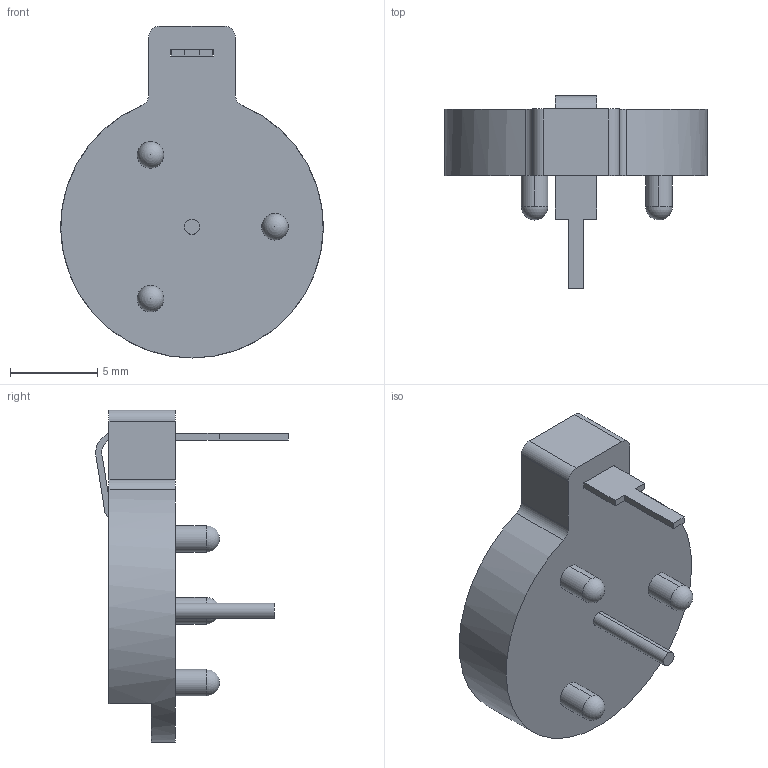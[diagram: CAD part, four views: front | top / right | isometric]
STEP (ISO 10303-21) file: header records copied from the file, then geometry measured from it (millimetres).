
FILE_DESCRIPTION (( 'STEP AP214' ), '1' );
FILE_NAME ('500.STEP', '2013-04-17T20:20:18', ( 'Richard Maletta' ), ( '' ), 'SwSTEP 2.0', 'SolidWorks 2009', '' );
FILE_SCHEMA (( 'AUTOMOTIVE_DESIGN' ));
Length unit declared in the file: inch
Products named in the file (1): 500
Bounding box: 15.06 x 11.05 x 19.05 mm (x, y, z)
Volume: 476.6 mm3; surface area: 787.5 mm2
Topology: 1 solids, 1 shells, 77 faces, 216 edges, 141 vertices
Faces by surface type: plane 48, cylinder 24, sphere 3, cone 2
Entity records: 2999 total; most frequent: CARTESIAN_POINT 426, ORIENTED_EDGE 414, DIRECTION 413, EDGE_CURVE 207, VECTOR 153, LINE 153, VERTEX_POINT 135, AXIS2_PLACEMENT_3D 130
